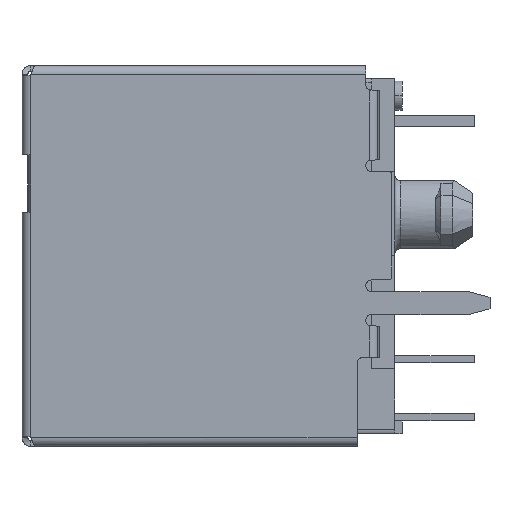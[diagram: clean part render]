
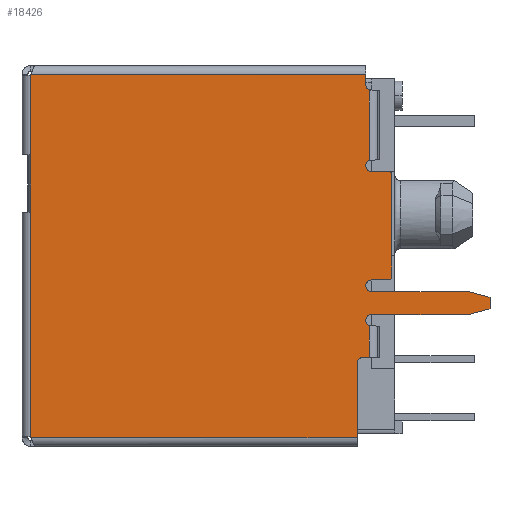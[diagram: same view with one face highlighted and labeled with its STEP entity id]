
A CAD part, left-side view. The second image highlights one B-rep face of the part: STEP entity #18426.
In plain terms, the highlighted planar face has unit normal (-1, 0, 0).
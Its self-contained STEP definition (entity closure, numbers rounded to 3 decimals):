
#18188=VERTEX_POINT('',#18189);
#18189=CARTESIAN_POINT('',(-8.001,1.453,2.39));
#18195=EDGE_CURVE('',#18188,#18196,#18198,.F.);
#18196=VERTEX_POINT('',#18197);
#18197=CARTESIAN_POINT('',(-8.001,1.346,1.905));
#18198=CIRCLE('',#18199,0.254);
#18199=AXIS2_PLACEMENT_3D('',#18200,#18201,#18202);
#18200=CARTESIAN_POINT('',(-8.001,1.346,2.159));
#18201=DIRECTION('',(1.0,0.0,0.0));
#18202=DIRECTION('',(0.0,0.0,-1.0));
#18235=EDGE_CURVE('',#18196,#18236,#18238,.T.);
#18236=VERTEX_POINT('',#18237);
#18237=CARTESIAN_POINT('',(-8.001,0.584,1.905));
#18238=LINE('',#18239,#18240);
#18239=CARTESIAN_POINT('',(-8.001,1.346,1.905));
#18240=VECTOR('',#18241,1.0);
#18241=DIRECTION('',(0.0,-1.0,0.0));
#18259=EDGE_CURVE('',#18236,#18260,#18262,.F.);
#18260=VERTEX_POINT('',#18261);
#18261=CARTESIAN_POINT('',(-8.001,0.457,1.778));
#18262=CIRCLE('',#18263,0.127);
#18263=AXIS2_PLACEMENT_3D('',#18264,#18265,#18266);
#18264=CARTESIAN_POINT('',(-8.001,0.584,1.778));
#18265=DIRECTION('',(-1.0,0.0,0.0));
#18266=DIRECTION('',(0.0,-1.0,0.));
#18284=EDGE_CURVE('',#18260,#18285,#18287,.T.);
#18285=VERTEX_POINT('',#18286);
#18286=CARTESIAN_POINT('',(-8.001,0.457,-2.743));
#18287=LINE('',#18288,#18289);
#18288=CARTESIAN_POINT('',(-8.001,0.457,1.778));
#18289=VECTOR('',#18290,1.0);
#18290=DIRECTION('',(0.0,0.0,-1.0));
#18309=EDGE_CURVE('',#18285,#18310,#18312,.F.);
#18310=VERTEX_POINT('',#18311);
#18311=CARTESIAN_POINT('',(-8.001,0.584,-2.87));
#18312=CIRCLE('',#18313,0.127);
#18313=AXIS2_PLACEMENT_3D('',#18314,#18315,#18316);
#18314=CARTESIAN_POINT('',(-8.001,0.584,-2.743));
#18315=DIRECTION('',(-1.0,0.0,0.0));
#18316=DIRECTION('',(0.0,0.,-1.0));
#18334=EDGE_CURVE('',#18310,#18335,#18337,.T.);
#18335=VERTEX_POINT('',#18336);
#18336=CARTESIAN_POINT('',(-8.001,1.346,-2.87));
#18337=LINE('',#18338,#18339);
#18338=CARTESIAN_POINT('',(-8.001,0.584,-2.87));
#18339=VECTOR('',#18340,1.0);
#18340=DIRECTION('',(0.0,1.0,0.0));
#18358=EDGE_CURVE('',#18335,#18359,#18361,.F.);
#18359=VERTEX_POINT('',#18360);
#18360=CARTESIAN_POINT('',(-8.001,1.346,-3.378));
#18361=CIRCLE('',#18362,0.254);
#18362=AXIS2_PLACEMENT_3D('',#18363,#18364,#18365);
#18363=CARTESIAN_POINT('',(-8.001,1.346,-3.124));
#18364=DIRECTION('',(1.0,0.0,0.0));
#18365=DIRECTION('',(0.0,0.0,-1.0));
#18383=EDGE_CURVE('',#18359,#18384,#18386,.F.);
#18384=VERTEX_POINT('',#18385);
#18385=CARTESIAN_POINT('',(-8.001,-2.913,-3.378));
#18386=LINE('',#18387,#18388);
#18387=CARTESIAN_POINT('',(-8.001,-2.913,-3.378));
#18388=VECTOR('',#18389,1.0);
#18389=DIRECTION('',(0.0,1.0,0.));
#18407=VERTEX_POINT('',#18408);
#18408=CARTESIAN_POINT('',(-8.001,-3.861,-3.632));
#18416=EDGE_CURVE('',#18384,#18407,#18417,.F.);
#18417=LINE('',#18418,#18419);
#18418=CARTESIAN_POINT('',(-8.001,-3.861,-3.632));
#18419=VECTOR('',#18420,1.0);
#18420=DIRECTION('',(0.0,0.966,0.259));
#18426=ADVANCED_FACE('',(#18427),#18601,.F.);
#18427=FACE_BOUND('',#18428,.T.);
#18428=EDGE_LOOP('',(#18429,#18437,#18446,#18454,#18462,#18471,#18479,#18487,#18495,#18503,#18511,#18520,#18528,#18536,#18545,#18553,#18561,#18570,#18578,#18586,#18592,#18593,#18594,#18595,#18596,#18597,#18598,#18599,#18600));
#18429=ORIENTED_EDGE('',*,*,#18430,.T.);
#18430=EDGE_CURVE('',#18188,#18431,#18433,.T.);
#18431=VERTEX_POINT('',#18432);
#18432=CARTESIAN_POINT('',(-8.001,1.453,5.484));
#18433=LINE('',#18434,#18435);
#18434=CARTESIAN_POINT('',(-8.001,1.453,2.39));
#18435=VECTOR('',#18436,1.0);
#18436=DIRECTION('',(0.,0.,1.0));
#18437=ORIENTED_EDGE('',*,*,#18438,.T.);
#18438=EDGE_CURVE('',#18431,#18439,#18441,.T.);
#18439=VERTEX_POINT('',#18440);
#18440=CARTESIAN_POINT('',(-8.001,1.6,5.715));
#18441=CIRCLE('',#18442,0.254);
#18442=AXIS2_PLACEMENT_3D('',#18443,#18444,#18445);
#18443=CARTESIAN_POINT('',(-8.001,1.346,5.715));
#18444=DIRECTION('',(1.0,0.0,0.0));
#18445=DIRECTION('',(0.0,0.42,-0.908));
#18446=ORIENTED_EDGE('',*,*,#18447,.T.);
#18447=EDGE_CURVE('',#18439,#18448,#18450,.T.);
#18448=VERTEX_POINT('',#18449);
#18449=CARTESIAN_POINT('',(-8.001,1.6,6.172));
#18450=LINE('',#18451,#18452);
#18451=CARTESIAN_POINT('',(-8.001,1.6,5.715));
#18452=VECTOR('',#18453,1.0);
#18453=DIRECTION('',(0.,0.,1.0));
#18454=ORIENTED_EDGE('',*,*,#18455,.T.);
#18455=EDGE_CURVE('',#18448,#18456,#18458,.T.);
#18456=VERTEX_POINT('',#18457);
#18457=CARTESIAN_POINT('',(-8.001,16.301,6.172));
#18458=LINE('',#18459,#18460);
#18459=CARTESIAN_POINT('',(-8.001,1.6,6.172));
#18460=VECTOR('',#18461,1.0);
#18461=DIRECTION('',(0.,1.0,0.));
#18462=ORIENTED_EDGE('',*,*,#18463,.T.);
#18463=EDGE_CURVE('',#18456,#18464,#18466,.T.);
#18464=VERTEX_POINT('',#18465);
#18465=CARTESIAN_POINT('',(-8.001,16.332,6.141));
#18466=CIRCLE('',#18467,0.203);
#18467=AXIS2_PLACEMENT_3D('',#18468,#18469,#18470);
#18468=CARTESIAN_POINT('',(-8.001,16.459,6.299));
#18469=DIRECTION('',(1.0,0.0,0.0));
#18470=DIRECTION('',(0.0,-0.781,-0.625));
#18471=ORIENTED_EDGE('',*,*,#18472,.T.);
#18472=EDGE_CURVE('',#18464,#18473,#18475,.T.);
#18473=VERTEX_POINT('',#18474);
#18474=CARTESIAN_POINT('',(-8.001,16.332,2.642));
#18475=LINE('',#18476,#18477);
#18476=CARTESIAN_POINT('',(-8.001,16.332,6.141));
#18477=VECTOR('',#18478,1.0);
#18478=DIRECTION('',(0.,0.,-1.0));
#18479=ORIENTED_EDGE('',*,*,#18480,.T.);
#18480=EDGE_CURVE('',#18473,#18481,#18483,.T.);
#18481=VERTEX_POINT('',#18482);
#18482=CARTESIAN_POINT('',(-8.001,16.328,2.642));
#18483=LINE('',#18484,#18485);
#18484=CARTESIAN_POINT('',(-8.001,16.332,2.642));
#18485=VECTOR('',#18486,1.0);
#18486=DIRECTION('',(0.,-1.0,0.));
#18487=ORIENTED_EDGE('',*,*,#18488,.T.);
#18488=EDGE_CURVE('',#18481,#18489,#18491,.T.);
#18489=VERTEX_POINT('',#18490);
#18490=CARTESIAN_POINT('',(-8.001,16.328,0.102));
#18491=LINE('',#18492,#18493);
#18492=CARTESIAN_POINT('',(-8.001,16.328,2.642));
#18493=VECTOR('',#18494,1.0);
#18494=DIRECTION('',(0.0,0.0,-1.0));
#18495=ORIENTED_EDGE('',*,*,#18496,.T.);
#18496=EDGE_CURVE('',#18489,#18497,#18499,.T.);
#18497=VERTEX_POINT('',#18498);
#18498=CARTESIAN_POINT('',(-8.001,16.332,0.102));
#18499=LINE('',#18500,#18501);
#18500=CARTESIAN_POINT('',(-8.001,16.328,0.102));
#18501=VECTOR('',#18502,1.0);
#18502=DIRECTION('',(0.,1.0,0.));
#18503=ORIENTED_EDGE('',*,*,#18504,.T.);
#18504=EDGE_CURVE('',#18497,#18505,#18507,.T.);
#18505=VERTEX_POINT('',#18506);
#18506=CARTESIAN_POINT('',(-8.001,16.332,-9.773));
#18507=LINE('',#18508,#18509);
#18508=CARTESIAN_POINT('',(-8.001,16.332,0.102));
#18509=VECTOR('',#18510,1.0);
#18510=DIRECTION('',(0.,0.,-1.0));
#18511=ORIENTED_EDGE('',*,*,#18512,.T.);
#18512=EDGE_CURVE('',#18505,#18513,#18515,.T.);
#18513=VERTEX_POINT('',#18514);
#18514=CARTESIAN_POINT('',(-8.001,16.301,-9.804));
#18515=CIRCLE('',#18516,0.203);
#18516=AXIS2_PLACEMENT_3D('',#18517,#18518,#18519);
#18517=CARTESIAN_POINT('',(-8.001,16.459,-9.931));
#18518=DIRECTION('',(1.0,0.0,0.0));
#18519=DIRECTION('',(0.0,-0.625,0.781));
#18520=ORIENTED_EDGE('',*,*,#18521,.T.);
#18521=EDGE_CURVE('',#18513,#18522,#18524,.T.);
#18522=VERTEX_POINT('',#18523);
#18523=CARTESIAN_POINT('',(-8.001,1.981,-9.804));
#18524=LINE('',#18525,#18526);
#18525=CARTESIAN_POINT('',(-8.001,16.301,-9.804));
#18526=VECTOR('',#18527,1.0);
#18527=DIRECTION('',(0.,-1.0,0.));
#18528=ORIENTED_EDGE('',*,*,#18529,.T.);
#18529=EDGE_CURVE('',#18522,#18530,#18532,.T.);
#18530=VERTEX_POINT('',#18531);
#18531=CARTESIAN_POINT('',(-8.001,1.981,-6.528));
#18532=LINE('',#18533,#18534);
#18533=CARTESIAN_POINT('',(-8.001,1.981,-9.804));
#18534=VECTOR('',#18535,1.0);
#18535=DIRECTION('',(0.,0.,1.0));
#18536=ORIENTED_EDGE('',*,*,#18537,.T.);
#18537=EDGE_CURVE('',#18530,#18538,#18540,.T.);
#18538=VERTEX_POINT('',#18539);
#18539=CARTESIAN_POINT('',(-8.001,1.727,-6.274));
#18540=CIRCLE('',#18541,0.254);
#18541=AXIS2_PLACEMENT_3D('',#18542,#18543,#18544);
#18542=CARTESIAN_POINT('',(-8.001,1.727,-6.528));
#18543=DIRECTION('',(1.0,0.0,0.0));
#18544=DIRECTION('',(0.0,1.0,0.0));
#18545=ORIENTED_EDGE('',*,*,#18546,.T.);
#18546=EDGE_CURVE('',#18538,#18547,#18549,.T.);
#18547=VERTEX_POINT('',#18548);
#18548=CARTESIAN_POINT('',(-8.001,1.453,-6.274));
#18549=LINE('',#18550,#18551);
#18550=CARTESIAN_POINT('',(-8.001,1.727,-6.274));
#18551=VECTOR('',#18552,1.0);
#18552=DIRECTION('',(0.,-1.0,0.));
#18553=ORIENTED_EDGE('',*,*,#18554,.T.);
#18554=EDGE_CURVE('',#18547,#18555,#18557,.T.);
#18555=VERTEX_POINT('',#18556);
#18556=CARTESIAN_POINT('',(-8.001,1.453,-4.879));
#18557=LINE('',#18558,#18559);
#18558=CARTESIAN_POINT('',(-8.001,1.453,-6.274));
#18559=VECTOR('',#18560,1.0);
#18560=DIRECTION('',(0.,0.,1.0));
#18561=ORIENTED_EDGE('',*,*,#18562,.T.);
#18562=EDGE_CURVE('',#18555,#18563,#18565,.T.);
#18563=VERTEX_POINT('',#18564);
#18564=CARTESIAN_POINT('',(-8.001,1.346,-4.394));
#18565=CIRCLE('',#18566,0.254);
#18566=AXIS2_PLACEMENT_3D('',#18567,#18568,#18569);
#18567=CARTESIAN_POINT('',(-8.001,1.346,-4.648));
#18568=DIRECTION('',(1.0,0.0,0.0));
#18569=DIRECTION('',(0.0,0.42,-0.908));
#18570=ORIENTED_EDGE('',*,*,#18571,.T.);
#18571=EDGE_CURVE('',#18563,#18572,#18574,.F.);
#18572=VERTEX_POINT('',#18573);
#18573=CARTESIAN_POINT('',(-8.001,-2.913,-4.394));
#18574=LINE('',#18575,#18576);
#18575=CARTESIAN_POINT('',(-8.001,-2.913,-4.394));
#18576=VECTOR('',#18577,1.0);
#18577=DIRECTION('',(0.0,1.0,0.));
#18578=ORIENTED_EDGE('',*,*,#18579,.T.);
#18579=EDGE_CURVE('',#18572,#18580,#18582,.T.);
#18580=VERTEX_POINT('',#18581);
#18581=CARTESIAN_POINT('',(-8.001,-3.861,-4.14));
#18582=LINE('',#18583,#18584);
#18583=CARTESIAN_POINT('',(-8.001,-2.913,-4.394));
#18584=VECTOR('',#18585,1.0);
#18585=DIRECTION('',(0.0,-0.966,0.259));
#18586=ORIENTED_EDGE('',*,*,#18587,.T.);
#18587=EDGE_CURVE('',#18580,#18407,#18588,.F.);
#18588=LINE('',#18589,#18590);
#18589=CARTESIAN_POINT('',(-8.001,-3.861,-3.632));
#18590=VECTOR('',#18591,1.0);
#18591=DIRECTION('',(0.0,0.0,-1.0));
#18592=ORIENTED_EDGE('',*,*,#18416,.F.);
#18593=ORIENTED_EDGE('',*,*,#18383,.F.);
#18594=ORIENTED_EDGE('',*,*,#18358,.F.);
#18595=ORIENTED_EDGE('',*,*,#18334,.F.);
#18596=ORIENTED_EDGE('',*,*,#18309,.F.);
#18597=ORIENTED_EDGE('',*,*,#18284,.F.);
#18598=ORIENTED_EDGE('',*,*,#18259,.F.);
#18599=ORIENTED_EDGE('',*,*,#18235,.F.);
#18600=ORIENTED_EDGE('',*,*,#18195,.F.);
#18601=PLANE('',#18602);
#18602=AXIS2_PLACEMENT_3D('',#18603,#18604,#18605);
#18603=CARTESIAN_POINT('',(-8.001,6.236,-1.816));
#18604=DIRECTION('',(1.0,0.0,0.0));
#18605=DIRECTION('',(0.0,0.0,1.0));
